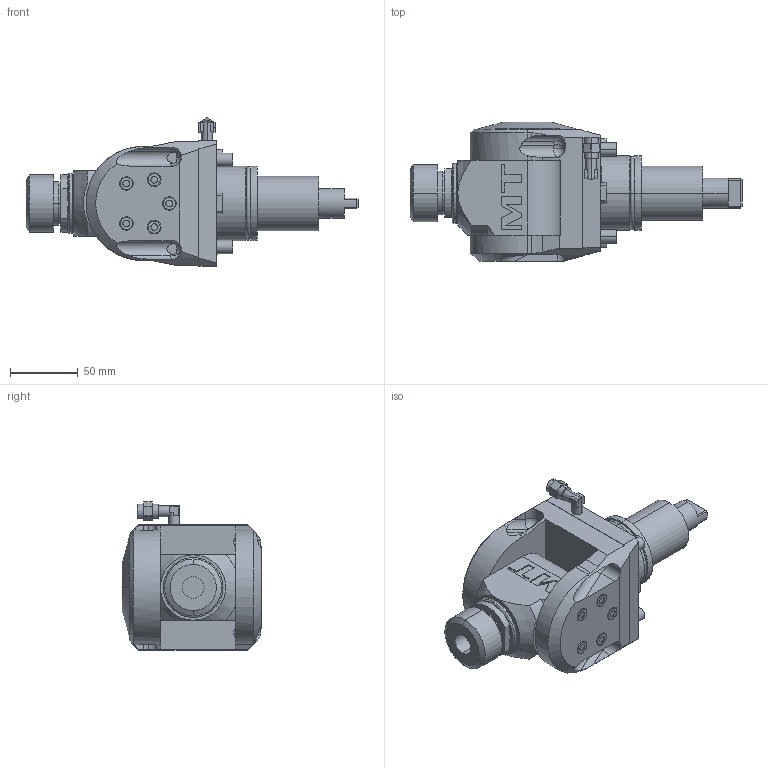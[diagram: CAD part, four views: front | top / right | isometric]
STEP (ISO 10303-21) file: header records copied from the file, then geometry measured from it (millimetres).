
FILE_DESCRIPTION((''),'2;1');
FILE_NAME('DWO1910125_CONF','2023-04-12T08:59:52',('gvalli'),('M.T. srl'),'CREO PARAMETRIC BY PTC INC, 2021072','CREO PARAMETRIC BY PTC INC, 2021072','');
FILE_SCHEMA(('CONFIG_CONTROL_DESIGN'));
Length unit declared in the file: millimetre
Products named in the file (1): DWO1910125_CONF
Bounding box: 244.16 x 102.7 x 108.87 mm (x, y, z)
Volume: 806830.7 mm3; surface area: 85723.7 mm2
Topology: 1 solids, 1 shells, 348 faces, 897 edges, 577 vertices
Faces by surface type: plane 171, cylinder 115, cone 20, torus 20, sphere 18, extrusion 4
Entity records: 11701 total; most frequent: CARTESIAN_POINT 3160, DIRECTION 1782, ORIENTED_EDGE 1770, EDGE_CURVE 885, AXIS2_PLACEMENT_3D 670, VERTEX_POINT 577, VECTOR 442, LINE 438
